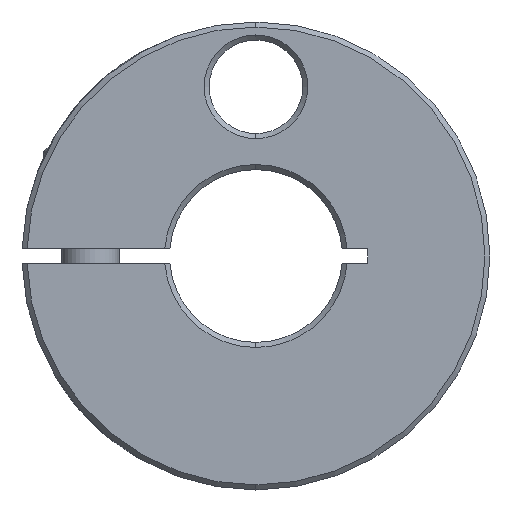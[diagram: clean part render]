
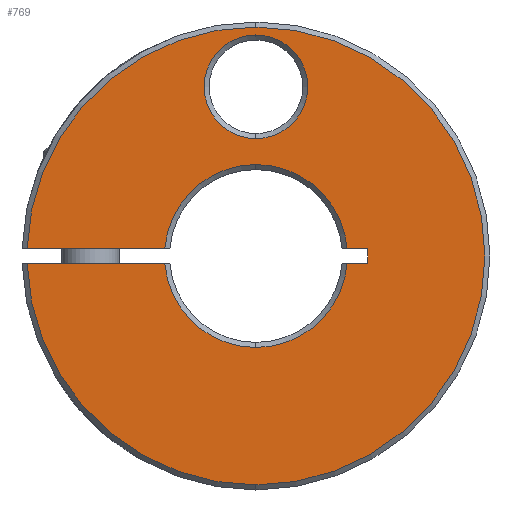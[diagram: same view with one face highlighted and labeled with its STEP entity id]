
A CAD part, front view. The second image highlights one B-rep face of the part: STEP entity #769.
In plain terms, the highlighted planar face has unit normal (0, -1, 0).
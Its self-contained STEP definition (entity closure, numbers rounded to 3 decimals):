
#365=EDGE_CURVE('',#915,#611,#1048,.T.);
#429=VERTEX_POINT('',#1120);
#431=EDGE_CURVE('',#751,#873,#1122,.T.);
#477=VERTEX_POINT('',#1173);
#519=VERTEX_POINT('',#1221);
#559=EDGE_CURVE('',#719,#715,#1269,.T.);
#611=VERTEX_POINT('',#1328);
#617=EDGE_CURVE('',#789,#519,#1335,.T.);
#641=VERTEX_POINT('',#1362);
#677=EDGE_CURVE('',#715,#719,#1399,.T.);
#715=VERTEX_POINT('',#1440);
#719=VERTEX_POINT('',#1444);
#751=VERTEX_POINT('',#1483);
#761=EDGE_CURVE('',#871,#429,#1494,.T.);
#769=ADVANCED_FACE('',(#1503,#1504),#1505,.T.);
#789=VERTEX_POINT('',#1529);
#833=EDGE_CURVE('',#873,#789,#1577,.T.);
#871=VERTEX_POINT('',#1619);
#873=VERTEX_POINT('',#1621);
#899=EDGE_CURVE('',#611,#973,#1649,.T.);
#915=VERTEX_POINT('',#1666);
#919=EDGE_CURVE('',#477,#871,#1670,.T.);
#931=EDGE_CURVE('',#915,#641,#1682,.T.);
#941=EDGE_CURVE('',#477,#751,#1692,.T.);
#973=VERTEX_POINT('',#1728);
#975=EDGE_CURVE('',#1011,#429,#1730,.T.);
#1011=VERTEX_POINT('',#1770);
#1019=EDGE_CURVE('',#519,#973,#1778,.T.);
#1025=EDGE_CURVE('',#641,#1011,#1785,.T.);
#1048=CIRCLE('',#1801,12.7);
#1120=CARTESIAN_POINT('',(12.661,-18.0,-1.0));
#1122=CIRCLE('',#1899,31.8);
#1173=CARTESIAN_POINT('',(-12.661,-18.0,-1.0));
#1221=CARTESIAN_POINT('',(-31.784,-18.0,1.0));
#1269=CIRCLE('',#2130,7.2);
#1328=CARTESIAN_POINT('',(0.,-18.,12.7));
#1335=CIRCLE('',#2211,31.8);
#1362=CARTESIAN_POINT('',(15.5,-18.0,1.0));
#1399=CIRCLE('',#2319,7.2);
#1440=CARTESIAN_POINT('',(0.,-18.,16.3));
#1444=CARTESIAN_POINT('',(0.,-18.,30.7));
#1483=CARTESIAN_POINT('',(-31.784,-18.0,-1.0));
#1494=CIRCLE('',#2460,12.7);
#1503=FACE_BOUND('',#2472,.T.);
#1504=FACE_OUTER_BOUND('',#2473,.T.);
#1505=PLANE('',#2474);
#1529=CARTESIAN_POINT('',(0.,-18.,31.8));
#1577=CIRCLE('',#2622,31.8);
#1619=CARTESIAN_POINT('',(0.,-18.,-12.7));
#1621=CARTESIAN_POINT('',(0.,-18.,-31.8));
#1649=CIRCLE('',#2757,12.7);
#1666=CARTESIAN_POINT('',(12.661,-18.0,1.0));
#1670=CIRCLE('',#2819,12.7);
#1682=LINE('',#2835,#2836);
#1692=LINE('',#2862,#2863);
#1728=CARTESIAN_POINT('',(-12.661,-18.0,1.0));
#1730=LINE('',#2936,#2937);
#1770=CARTESIAN_POINT('',(15.5,-18.0,-1.0));
#1778=LINE('',#3046,#3047);
#1785=LINE('',#3057,#3058);
#1801=AXIS2_PLACEMENT_3D('',#3064,#3065,#3066);
#1899=AXIS2_PLACEMENT_3D('',#3162,#3163,#3164);
#2130=AXIS2_PLACEMENT_3D('',#3348,#3349,#3350);
#2211=AXIS2_PLACEMENT_3D('',#3437,#3438,#3439);
#2319=AXIS2_PLACEMENT_3D('',#3489,#3490,#3491);
#2460=AXIS2_PLACEMENT_3D('',#3623,#3624,#3625);
#2472=EDGE_LOOP('',(#3639,#3640));
#2473=EDGE_LOOP('',(#3641,#3642,#3643,#3644,#3645,#3646,#3647,#3648,#3649,#3650,#3651,#3652));
#2474=AXIS2_PLACEMENT_3D('',#3653,#3654,#3655);
#2622=AXIS2_PLACEMENT_3D('',#3747,#3748,#3749);
#2757=AXIS2_PLACEMENT_3D('',#3813,#3814,#3815);
#2819=AXIS2_PLACEMENT_3D('',#3832,#3833,#3834);
#2835=CARTESIAN_POINT('',(-16.25,-18.,1.));
#2836=VECTOR('',#3844,1.0);
#2862=CARTESIAN_POINT('',(7.75,-18.,-1.0));
#2863=VECTOR('',#3850,1.0);
#2936=CARTESIAN_POINT('',(7.75,-18.,-1.0));
#2937=VECTOR('',#3877,1.0);
#3046=CARTESIAN_POINT('',(-16.25,-18.,1.));
#3047=VECTOR('',#3918,1.0);
#3057=CARTESIAN_POINT('',(15.5,-18.,11.625));
#3058=VECTOR('',#3929,1.0);
#3064=CARTESIAN_POINT('',(0.,-18.,0.));
#3065=DIRECTION('',(0.,-1.0,0.));
#3066=DIRECTION('',(0.,0.,1.0));
#3162=CARTESIAN_POINT('',(0.,-18.,0.));
#3163=DIRECTION('',(0.,-1.0,0.));
#3164=DIRECTION('',(0.,0.,1.0));
#3348=CARTESIAN_POINT('',(0.,-18.,23.5));
#3349=DIRECTION('',(0.,1.0,0.));
#3350=DIRECTION('',(0.,0.,1.0));
#3437=CARTESIAN_POINT('',(0.,-18.,0.));
#3438=DIRECTION('',(0.,-1.0,0.));
#3439=DIRECTION('',(0.,0.,1.0));
#3489=CARTESIAN_POINT('',(0.,-18.,23.5));
#3490=DIRECTION('',(0.,1.0,0.));
#3491=DIRECTION('',(0.,0.,1.0));
#3623=CARTESIAN_POINT('',(0.,-18.,0.));
#3624=DIRECTION('',(0.,-1.0,0.));
#3625=DIRECTION('',(0.,0.,1.0));
#3639=ORIENTED_EDGE('',*,*,#559,.T.);
#3640=ORIENTED_EDGE('',*,*,#677,.T.);
#3641=ORIENTED_EDGE('',*,*,#931,.T.);
#3642=ORIENTED_EDGE('',*,*,#1025,.T.);
#3643=ORIENTED_EDGE('',*,*,#975,.T.);
#3644=ORIENTED_EDGE('',*,*,#761,.F.);
#3645=ORIENTED_EDGE('',*,*,#919,.F.);
#3646=ORIENTED_EDGE('',*,*,#941,.T.);
#3647=ORIENTED_EDGE('',*,*,#431,.T.);
#3648=ORIENTED_EDGE('',*,*,#833,.T.);
#3649=ORIENTED_EDGE('',*,*,#617,.T.);
#3650=ORIENTED_EDGE('',*,*,#1019,.T.);
#3651=ORIENTED_EDGE('',*,*,#899,.F.);
#3652=ORIENTED_EDGE('',*,*,#365,.F.);
#3653=CARTESIAN_POINT('',(0.,-18.,22.25));
#3654=DIRECTION('',(0.,-1.0,0.));
#3655=DIRECTION('',(0.,0.,1.0));
#3747=CARTESIAN_POINT('',(0.,-18.,0.));
#3748=DIRECTION('',(0.,-1.0,0.));
#3749=DIRECTION('',(0.,0.,1.0));
#3813=CARTESIAN_POINT('',(0.,-18.,0.));
#3814=DIRECTION('',(0.,-1.0,0.));
#3815=DIRECTION('',(0.,0.,1.0));
#3832=CARTESIAN_POINT('',(0.,-18.,0.));
#3833=DIRECTION('',(0.,-1.0,0.));
#3834=DIRECTION('',(0.,0.,1.0));
#3844=DIRECTION('',(1.0,0.,0.));
#3850=DIRECTION('',(-1.0,0.,0.));
#3877=DIRECTION('',(-1.0,0.,0.));
#3918=DIRECTION('',(1.0,0.,0.));
#3929=DIRECTION('',(0.,0.,-1.0));
